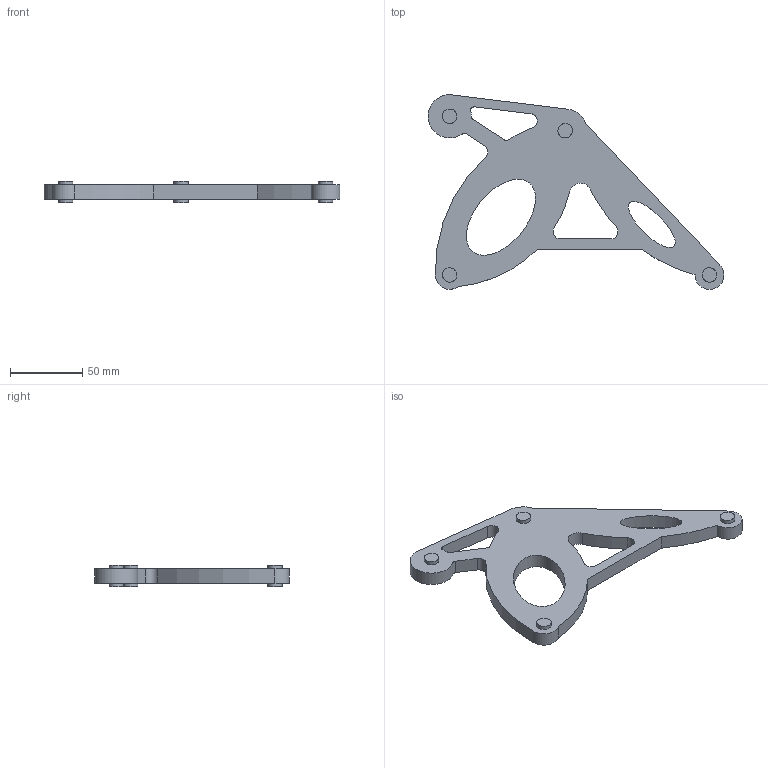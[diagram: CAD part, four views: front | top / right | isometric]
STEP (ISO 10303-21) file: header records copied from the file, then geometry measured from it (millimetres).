
FILE_DESCRIPTION(/* description */ (''),/* implementation_level */ '2;1');
FILE_NAME(/* name */ 'Bracket Assembly MK29.stp',/* time_stamp */ '2021-05-21T12:10:39+12:00',/* author */ ('Jawal'),/* organization */ (''),/* preprocessor_version */ 'ST-DEVELOPER v18.1',/* originating_system */ 'Autodesk Inventor 2021',/* authorisation */ '');
FILE_SCHEMA (('AUTOMOTIVE_DESIGN { 1 0 10303 214 3 1 1 }'));
Length unit declared in the file: millimetre
Products named in the file (3): Bracket Assembly MK29; Pins; Bracket Design MK29
Assembly tree (5 placements, depth 2):
  Bracket Assembly MK29
    Pins  x4
    Bracket Design MK29
Bounding box: 204.96 x 134.99 x 15 mm (x, y, z)
Volume: 109633.6 mm3; surface area: 36435.1 mm2
Topology: 5 solids, 5 shells, 47 faces, 119 edges, 82 vertices
Faces by surface type: cylinder 28, plane 17, bspline 2
Full cylindrical faces by diameter (mm): 10 x8
Entity records: 1427 total; most frequent: CARTESIAN_POINT 254, DIRECTION 248, ORIENTED_EDGE 208, EDGE_CURVE 104, AXIS2_PLACEMENT_3D 100, VERTEX_POINT 70, EDGE_LOOP 54, CIRCLE 52
